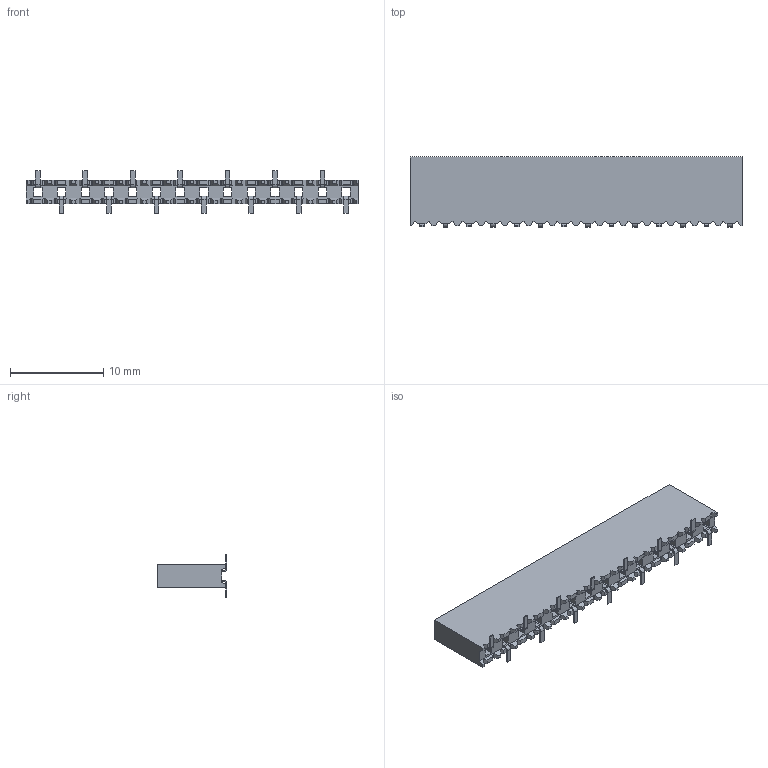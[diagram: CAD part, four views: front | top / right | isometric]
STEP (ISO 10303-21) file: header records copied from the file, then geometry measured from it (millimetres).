
FILE_DESCRIPTION( ( 'STEP AP203' ), '1' );
FILE_NAME( 'SSM-114-L-SV.stp', '2021-08-13T15:17:16', ( 'License CC BY-ND 4.0' ), ( 'CADENAS' ), ' ', 'PARTsolutions', ' ' );
FILE_SCHEMA( ( 'CONFIG_CONTROL_DESIGN' ) );
Length unit declared in the file: inch
Products named in the file (3): SSM-114-L-SV; _SSM-114-L-SV_body; _C-95-0214
Assembly tree (2 placements, depth 2):
  SSM-114-L-SV
    _SSM-114-L-SV_body
    _C-95-0214
Bounding box: 35.56 x 7.49 x 4.57 mm (x, y, z)
Volume: 550.2 mm3; surface area: 1251.4 mm2
Topology: 2 solids, 2 shells, 513 faces, 1524 edges, 1016 vertices
Faces by surface type: plane 485, cylinder 28
Entity records: 17086 total; most frequent: CARTESIAN_POINT 3056, ORIENTED_EDGE 3048, DIRECTION 2612, EDGE_CURVE 1524, LINE 1468, VECTOR 1468, VERTEX_POINT 1016, AXIS2_PLACEMENT_3D 572
